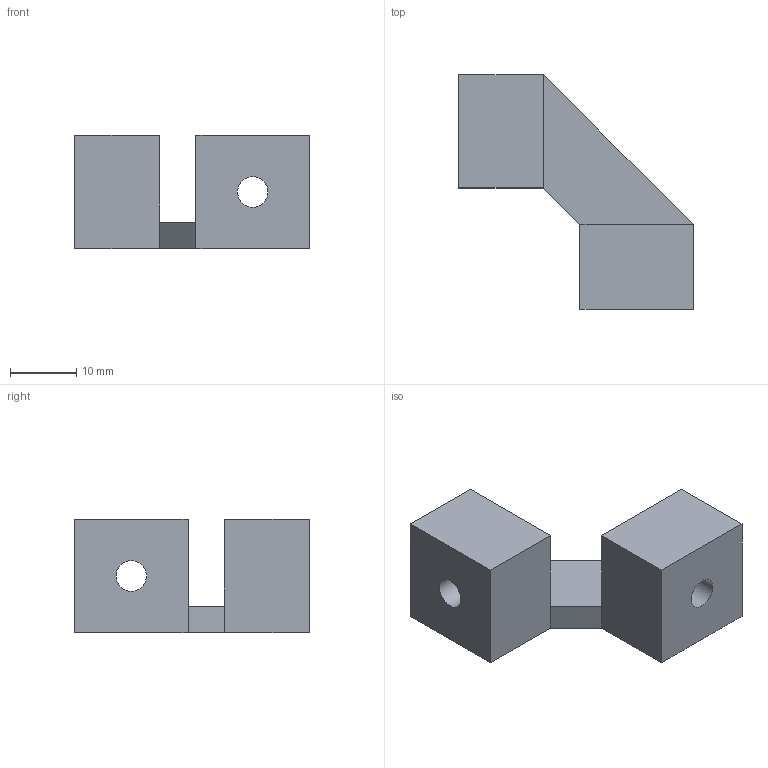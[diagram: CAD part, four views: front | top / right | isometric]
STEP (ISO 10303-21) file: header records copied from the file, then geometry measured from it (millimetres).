
FILE_DESCRIPTION(/* description */ (''),/* implementation_level */ '2;1');
FILE_NAME(/* name */ 'atx short.step',/* time_stamp */ '2018-07-25T15:31:12+02:00',/* author */ ('boelle'),/* organization */ (''),/* preprocessor_version */ 'ST-DEVELOPER v17',/* originating_system */ 'Autodesk Translation Framework v7.1.0.215',/* authorisation */ '');
FILE_SCHEMA (('AUTOMOTIVE_DESIGN { 1 0 10303 214 3 1 1 }'));
Length unit declared in the file: millimetre
Products named in the file (1): atx short
Bounding box: 35.4 x 35.4 x 17.1 mm (x, y, z)
Volume: 7292 mm3; surface area: 3977.6 mm2
Topology: 1 solids, 1 shells, 38 faces, 98 edges, 64 vertices
Faces by surface type: plane 36, cylinder 2
Full cylindrical faces by diameter (mm): 4.6 x2
Entity records: 1182 total; most frequent: CARTESIAN_POINT 201, ORIENTED_EDGE 196, DIRECTION 180, EDGE_CURVE 98, LINE 94, VECTOR 94, VERTEX_POINT 64, EDGE_LOOP 44
